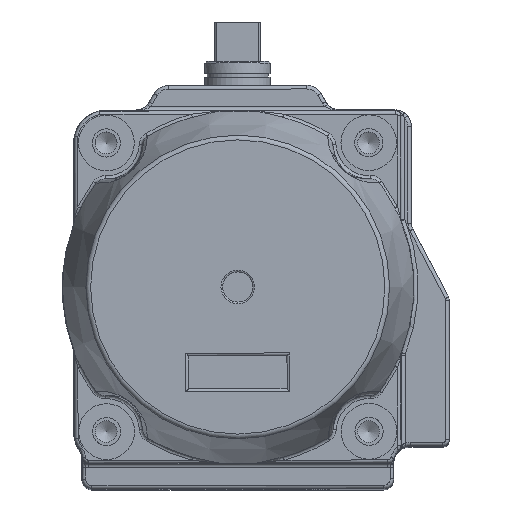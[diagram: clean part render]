
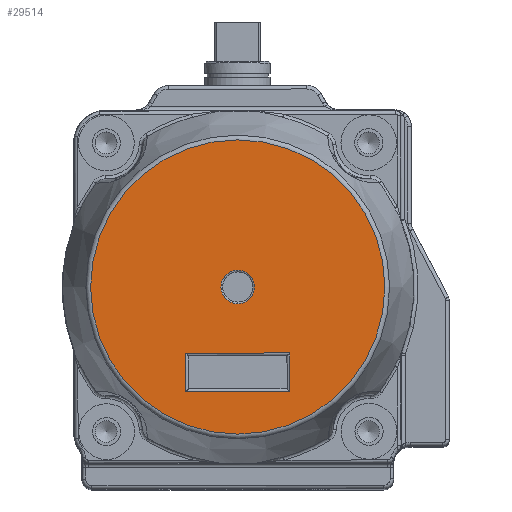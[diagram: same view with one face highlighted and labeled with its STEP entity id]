
A CAD part, top view. The second image highlights one B-rep face of the part: STEP entity #29514.
In plain terms, the highlighted face is planar.
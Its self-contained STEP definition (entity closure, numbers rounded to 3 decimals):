
#1157=PLANE('',#32277);
#2470=LINE('',#65392,#3826);
#2471=LINE('',#65395,#3827);
#2472=LINE('',#65397,#3828);
#2473=LINE('',#65399,#3829);
#3826=VECTOR('',#38220,1000.);
#3827=VECTOR('',#38221,1000.);
#3828=VECTOR('',#38222,1000.);
#3829=VECTOR('',#38223,1000.);
#11991=ORIENTED_EDGE('',*,*,#16569,.F.);
#11992=ORIENTED_EDGE('',*,*,#16572,.T.);
#11993=ORIENTED_EDGE('',*,*,#17809,.T.);
#11994=ORIENTED_EDGE('',*,*,#17810,.T.);
#11995=ORIENTED_EDGE('',*,*,#17811,.T.);
#11996=ORIENTED_EDGE('',*,*,#17812,.T.);
#16569=EDGE_CURVE('',#20391,#20391,#22778,.T.);
#16572=EDGE_CURVE('',#20394,#20394,#22781,.T.);
#17809=EDGE_CURVE('',#21159,#21160,#2470,.T.);
#17810=EDGE_CURVE('',#21160,#21161,#2471,.T.);
#17811=EDGE_CURVE('',#21161,#21162,#2472,.T.);
#17812=EDGE_CURVE('',#21162,#21159,#2473,.T.);
#20391=VERTEX_POINT('',#52854);
#20394=VERTEX_POINT('',#52861);
#21159=VERTEX_POINT('',#65393);
#21160=VERTEX_POINT('',#65394);
#21161=VERTEX_POINT('',#65396);
#21162=VERTEX_POINT('',#65398);
#22778=CIRCLE('',#31624,44.85);
#22781=CIRCLE('',#31628,5.1);
#25007=EDGE_LOOP('',(#11991));
#25008=EDGE_LOOP('',(#11992));
#25009=EDGE_LOOP('',(#11993,#11994,#11995,#11996));
#27243=FACE_BOUND('',#25007,.T.);
#27244=FACE_BOUND('',#25008,.T.);
#27245=FACE_BOUND('',#25009,.T.);
#29514=ADVANCED_FACE('',(#27243,#27244,#27245),#1157,.T.);
#31624=AXIS2_PLACEMENT_3D('',#52853,#36538,#36539);
#31628=AXIS2_PLACEMENT_3D('',#52860,#36546,#36547);
#32277=AXIS2_PLACEMENT_3D('',#65391,#38218,#38219);
#36538=DIRECTION('',(0.,0.,1.));
#36539=DIRECTION('',(1.,0.,0.));
#36546=DIRECTION('',(0.,0.,1.));
#36547=DIRECTION('',(1.,0.,0.));
#38218=DIRECTION('',(0.,0.,-1.));
#38219=DIRECTION('',(0.,-1.,0.));
#38220=DIRECTION('',(-1.,0.,0.));
#38221=DIRECTION('',(0.,-1.,0.));
#38222=DIRECTION('',(1.,0.,0.));
#38223=DIRECTION('',(0.,1.,0.));
#52853=CARTESIAN_POINT('',(0.,0.,-40.));
#52854=CARTESIAN_POINT('',(44.85,0.,-40.));
#52860=CARTESIAN_POINT('',(0.,0.,-40.));
#52861=CARTESIAN_POINT('',(5.1,0.,-40.));
#65391=CARTESIAN_POINT('',(0.,0.,-40.));
#65392=CARTESIAN_POINT('',(0.,-20.134,-40.));
#65393=CARTESIAN_POINT('',(15.866,-20.134,-40.));
#65394=CARTESIAN_POINT('',(-15.866,-20.134,-40.));
#65395=CARTESIAN_POINT('',(-15.866,0.,-40.));
#65396=CARTESIAN_POINT('',(-15.866,-31.866,-40.));
#65397=CARTESIAN_POINT('',(0.,-31.866,-40.));
#65398=CARTESIAN_POINT('',(15.866,-31.866,-40.));
#65399=CARTESIAN_POINT('',(15.866,0.,-40.));
